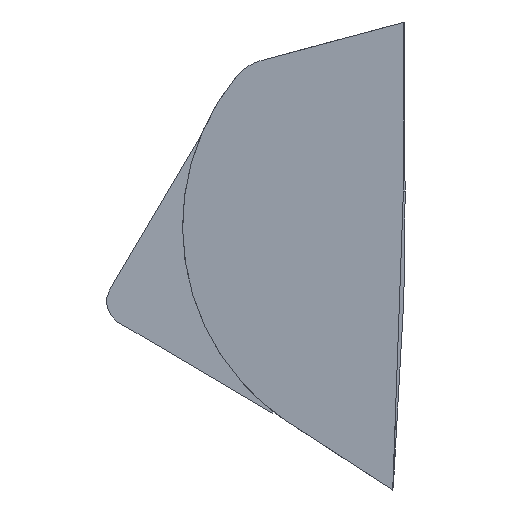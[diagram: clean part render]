
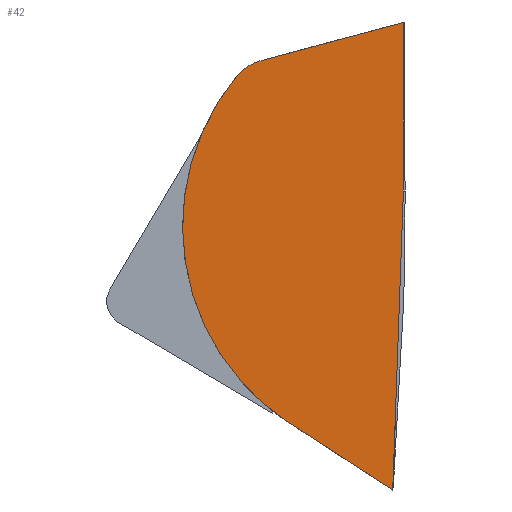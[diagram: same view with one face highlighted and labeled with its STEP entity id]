
A CAD part, front view. The second image highlights one B-rep face of the part: STEP entity #42.
In plain terms, the highlighted planar face has unit normal (-0.01, -1, -0.025).
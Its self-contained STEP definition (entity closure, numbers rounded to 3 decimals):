
#42=ADVANCED_FACE('',(#76),#509,.T.);
#76=FACE_OUTER_BOUND('',#110,.T.);
#110=EDGE_LOOP('',(#252,#253,#254,#255,#256,#257,#258));
#252=ORIENTED_EDGE('',*,*,#363,.T.);
#253=ORIENTED_EDGE('',*,*,#358,.T.);
#254=ORIENTED_EDGE('',*,*,#334,.F.);
#255=ORIENTED_EDGE('',*,*,#336,.F.);
#256=ORIENTED_EDGE('',*,*,#354,.F.);
#257=ORIENTED_EDGE('',*,*,#349,.F.);
#258=ORIENTED_EDGE('',*,*,#359,.F.);
#334=EDGE_CURVE('',#484,#483,#425,.T.);
#336=EDGE_CURVE('',#486,#484,#380,.T.);
#349=EDGE_CURVE('',#492,#493,#382,.T.);
#354=EDGE_CURVE('',#493,#486,#438,.T.);
#358=EDGE_CURVE('',#497,#483,#441,.T.);
#359=EDGE_CURVE('',#498,#492,#442,.T.);
#363=EDGE_CURVE('',#498,#497,#446,.T.);
#380=(
BOUNDED_CURVE()
B_SPLINE_CURVE(3,(#1438,#1439,#1440,#1441),.UNSPECIFIED.,.F.,.F.)
B_SPLINE_CURVE_WITH_KNOTS((4,4),(362.531,456.859),
 .UNSPECIFIED.)
CURVE()
GEOMETRIC_REPRESENTATION_ITEM()
RATIONAL_B_SPLINE_CURVE((1.,1.,1.,1.))
REPRESENTATION_ITEM('')
);
#382=(
BOUNDED_CURVE()
B_SPLINE_CURVE(3,(#1498,#1499,#1500,#1501,#1502,#1503,#1504,#1505,#1506,
#1507,#1508,#1509,#1510,#1511,#1512,#1513,#1514,#1515,#1516),
 .UNSPECIFIED.,.F.,.F.)
B_SPLINE_CURVE_WITH_KNOTS((4,2,2,2,3,2,2,2,4),(86.983,120.309,
153.634,186.959,220.284,253.616,286.948,
320.28,343.621),.UNSPECIFIED.)
CURVE()
GEOMETRIC_REPRESENTATION_ITEM()
RATIONAL_B_SPLINE_CURVE((1.,1.,1.,1.,1.,1.,1.,1.,1.,1.,1.,1.,1.,1.,1.,1.,
1.,1.,1.))
REPRESENTATION_ITEM('')
);
#425=B_SPLINE_CURVE_WITH_KNOTS('',3,(#1432,#1433,#1434,#1435),
 .UNSPECIFIED.,.F.,.F.,(4,4),(-10.059,0.),.UNSPECIFIED.);
#438=B_SPLINE_CURVE_WITH_KNOTS('',3,(#1530,#1531,#1532,#1533,#1534,#1535,
#1536,#1537,#1538,#1539,#1540,#1541,#1542,#1543,#1544,#1545,#1546,#1547,
#1548,#1549),.UNSPECIFIED.,.F.,.F.,(4,1,1,1,1,1,1,1,1,1,1,1,1,1,1,1,1,4),
(-18.391,-17.323,-16.25,-15.172,
-14.091,-13.006,-11.919,-10.83,
-9.74,-8.65,-7.56,-6.471,
-5.384,-4.299,-3.218,-2.141,
-1.068,0.),.UNSPECIFIED.);
#441=B_SPLINE_CURVE_WITH_KNOTS('',3,(#1581,#1582,#1583,#1584),
 .UNSPECIFIED.,.F.,.F.,(4,4),(-0.747,0.),.UNSPECIFIED.);
#442=B_SPLINE_CURVE_WITH_KNOTS('',3,(#1585,#1586,#1587,#1588),
 .UNSPECIFIED.,.F.,.F.,(4,4),(9.29,85.983),
 .UNSPECIFIED.);
#446=B_SPLINE_CURVE_WITH_KNOTS('',3,(#1621,#1622,#1623,#1624,#1625,#1626,
#1627,#1628,#1629,#1630,#1631,#1632,#1633,#1634,#1635,#1636,#1637,#1638,
#1639,#1640,#1641,#1642,#1643,#1644),.UNSPECIFIED.,.F.,.F.,(4,2,2,2,2,2,
2,2,2,2,2,4),(-19.157,-9.578,-8.381,-7.782,
-7.483,-7.184,-6.884,-6.585,
-5.986,-5.388,-4.789,0.),.UNSPECIFIED.);
#483=VERTEX_POINT('',#1128);
#484=VERTEX_POINT('',#1129);
#486=VERTEX_POINT('',#1131);
#492=VERTEX_POINT('',#1137);
#493=VERTEX_POINT('',#1138);
#497=VERTEX_POINT('',#1142);
#498=VERTEX_POINT('',#1143);
#509=PLANE('',#563);
#563=AXIS2_PLACEMENT_3D('',#937,#576,$);
#576=DIRECTION('',(-0.01,-1.,-0.025));
#937=CARTESIAN_POINT('',(52.027,2.53,39.914));
#1128=CARTESIAN_POINT('',(51.784,2.789,29.539));
#1129=CARTESIAN_POINT('',(51.784,2.541,39.583));
#1131=CARTESIAN_POINT('',(42.674,2.693,37.142));
#1137=CARTESIAN_POINT('',(44.662,3.249,13.824));
#1138=CARTESIAN_POINT('',(41.149,2.733,36.168));
#1142=CARTESIAN_POINT('',(51.784,2.808,28.791));
#1143=CARTESIAN_POINT('',(51.104,3.287,9.663));
#1432=CARTESIAN_POINT('',(51.784,2.541,39.583));
#1433=CARTESIAN_POINT('',(51.784,2.624,36.235));
#1434=CARTESIAN_POINT('',(51.784,2.706,32.887));
#1435=CARTESIAN_POINT('',(51.784,2.789,29.539));
#1438=CARTESIAN_POINT('',(42.674,2.693,37.142));
#1439=CARTESIAN_POINT('',(45.711,2.642,37.956));
#1440=CARTESIAN_POINT('',(48.748,2.592,38.769));
#1441=CARTESIAN_POINT('',(51.784,2.541,39.583));
#1498=CARTESIAN_POINT('',(44.662,3.249,13.824));
#1499=CARTESIAN_POINT('',(43.723,3.244,14.417));
#1500=CARTESIAN_POINT('',(42.853,3.236,15.111));
#1501=CARTESIAN_POINT('',(41.282,3.213,16.678));
#1502=CARTESIAN_POINT('',(40.586,3.198,17.546));
#1503=CARTESIAN_POINT('',(39.397,3.164,19.42));
#1504=CARTESIAN_POINT('',(38.908,3.144,20.42));
#1505=CARTESIAN_POINT('',(38.159,3.1,22.509));
#1506=CARTESIAN_POINT('',(37.902,3.076,23.592));
#1507=CARTESIAN_POINT('',(37.766,3.05,24.693));
#1508=CARTESIAN_POINT('',(37.63,3.024,25.794));
#1509=CARTESIAN_POINT('',(37.617,2.997,26.907));
#1510=CARTESIAN_POINT('',(37.835,2.94,29.115));
#1511=CARTESIAN_POINT('',(38.066,2.911,30.204));
#1512=CARTESIAN_POINT('',(38.764,2.852,32.31));
#1513=CARTESIAN_POINT('',(39.228,2.822,33.322));
#1514=CARTESIAN_POINT('',(40.2,2.773,34.939));
#1515=CARTESIAN_POINT('',(40.651,2.752,35.572));
#1516=CARTESIAN_POINT('',(41.149,2.733,36.168));
#1530=CARTESIAN_POINT('',(41.149,2.733,36.168));
#1531=CARTESIAN_POINT('',(41.171,2.732,36.195));
#1532=CARTESIAN_POINT('',(41.218,2.73,36.249));
#1533=CARTESIAN_POINT('',(41.291,2.727,36.328));
#1534=CARTESIAN_POINT('',(41.367,2.725,36.404));
#1535=CARTESIAN_POINT('',(41.447,2.722,36.477));
#1536=CARTESIAN_POINT('',(41.529,2.719,36.548));
#1537=CARTESIAN_POINT('',(41.613,2.717,36.616));
#1538=CARTESIAN_POINT('',(41.7,2.714,36.681));
#1539=CARTESIAN_POINT('',(41.79,2.712,36.743));
#1540=CARTESIAN_POINT('',(41.882,2.71,36.802));
#1541=CARTESIAN_POINT('',(41.976,2.707,36.857));
#1542=CARTESIAN_POINT('',(42.072,2.705,36.909));
#1543=CARTESIAN_POINT('',(42.169,2.703,36.957));
#1544=CARTESIAN_POINT('',(42.268,2.701,37.002));
#1545=CARTESIAN_POINT('',(42.368,2.699,37.043));
#1546=CARTESIAN_POINT('',(42.469,2.697,37.08));
#1547=CARTESIAN_POINT('',(42.571,2.695,37.113));
#1548=CARTESIAN_POINT('',(42.64,2.694,37.133));
#1549=CARTESIAN_POINT('',(42.674,2.693,37.142));
#1581=CARTESIAN_POINT('',(51.784,2.808,28.791));
#1582=CARTESIAN_POINT('',(51.784,2.801,29.04));
#1583=CARTESIAN_POINT('',(51.784,2.795,29.29));
#1584=CARTESIAN_POINT('',(51.784,2.789,29.539));
#1585=CARTESIAN_POINT('',(51.104,3.287,9.663));
#1586=CARTESIAN_POINT('',(48.957,3.274,11.05));
#1587=CARTESIAN_POINT('',(46.809,3.262,12.437));
#1588=CARTESIAN_POINT('',(44.662,3.249,13.824));
#1621=CARTESIAN_POINT('',(51.104,3.287,9.663));
#1622=CARTESIAN_POINT('',(51.28,3.207,12.849));
#1623=CARTESIAN_POINT('',(51.457,3.126,16.035));
#1624=CARTESIAN_POINT('',(51.659,3.036,19.62));
#1625=CARTESIAN_POINT('',(51.681,3.025,20.018));
#1626=CARTESIAN_POINT('',(51.715,3.01,20.615));
#1627=CARTESIAN_POINT('',(51.725,3.005,20.814));
#1628=CARTESIAN_POINT('',(51.739,2.998,21.113));
#1629=CARTESIAN_POINT('',(51.743,2.995,21.213));
#1630=CARTESIAN_POINT('',(51.75,2.99,21.412));
#1631=CARTESIAN_POINT('',(51.754,2.988,21.512));
#1632=CARTESIAN_POINT('',(51.761,2.983,21.711));
#1633=CARTESIAN_POINT('',(51.764,2.98,21.811));
#1634=CARTESIAN_POINT('',(51.769,2.975,22.01));
#1635=CARTESIAN_POINT('',(51.771,2.973,22.11));
#1636=CARTESIAN_POINT('',(51.778,2.965,22.409));
#1637=CARTESIAN_POINT('',(51.781,2.96,22.608));
#1638=CARTESIAN_POINT('',(51.784,2.951,23.007));
#1639=CARTESIAN_POINT('',(51.785,2.946,23.207));
#1640=CARTESIAN_POINT('',(51.784,2.936,23.605));
#1641=CARTESIAN_POINT('',(51.784,2.931,23.805));
#1642=CARTESIAN_POINT('',(51.784,2.886,25.6));
#1643=CARTESIAN_POINT('',(51.784,2.847,27.195));
#1644=CARTESIAN_POINT('',(51.784,2.808,28.791));
